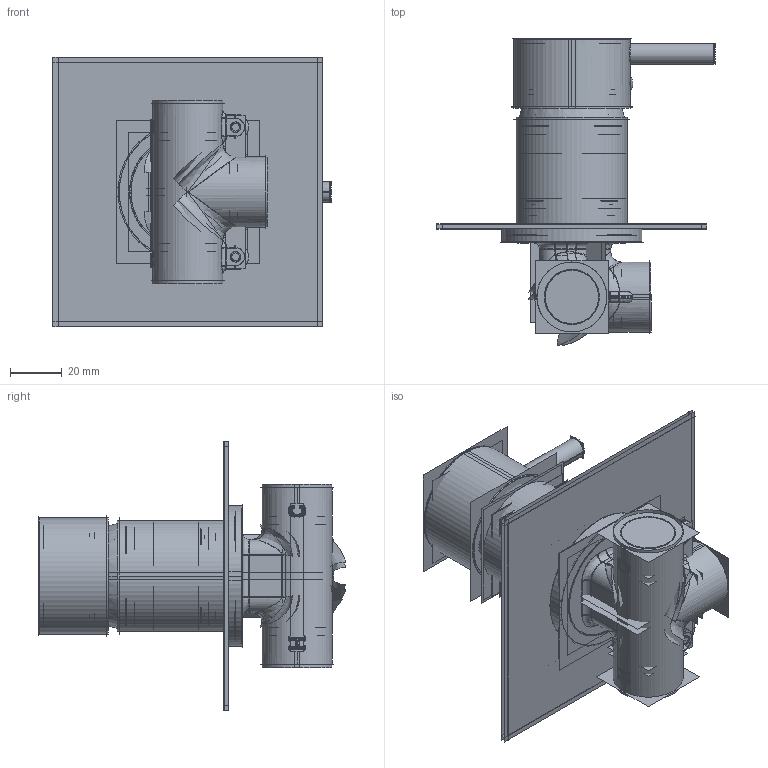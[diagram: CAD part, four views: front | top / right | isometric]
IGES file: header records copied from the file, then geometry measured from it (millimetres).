
Start section:  PTC IGES file: KL0004RC.igs
Global section: file name: KL0004RC.igs; native system: Pro/ENGINEER by Parametric Technology Corporation; preprocessor: 2009360; author: user33; organization: Unknown; date: 20200106.153037; units: millimetre
Bounding box: 107.17 x 118.62 x 104 mm (x, y, z)
Volume: 150000.7 mm3; surface area: 599605.7 mm2
Topology: 10 solids, 24 shells, 2520 faces, 14176 edges, 19062 vertices
Faces by surface type: bspline 1550, revolution 900, extrusion 70
